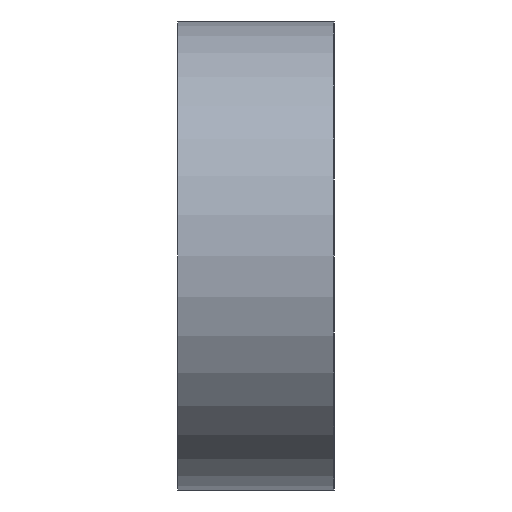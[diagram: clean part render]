
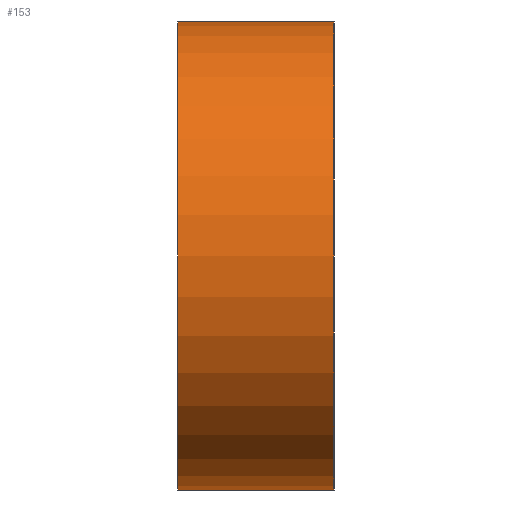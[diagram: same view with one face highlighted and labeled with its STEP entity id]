
A CAD part, left-side view. The second image highlights one B-rep face of the part: STEP entity #153.
In plain terms, the highlighted cylindrical face has radius 4.763 mm (diameter 9.525 mm), a partial arc.
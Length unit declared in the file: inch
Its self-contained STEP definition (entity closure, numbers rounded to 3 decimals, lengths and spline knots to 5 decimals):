
#3 = CARTESIAN_POINT ( 'NONE',  ( -0.77, 0.125, 0. ) ) ;
#53 = DIRECTION ( 'NONE',  ( 0., 0., -1. ) ) ;
#55 = CARTESIAN_POINT ( 'NONE',  ( -0.77, 0.125, 0.1875 ) ) ;
#61 = VECTOR ( 'NONE', #261, 39.37008 ) ;
#69 = LINE ( 'NONE', #283, #61 ) ;
#96 = ORIENTED_EDGE ( 'NONE', *, *, #295, .T. ) ;
#104 = EDGE_CURVE ( 'NONE', #269, #436, #282, .T. ) ;
#129 = CYLINDRICAL_SURFACE ( 'NONE', #475, 0.1875 ) ;
#131 = CIRCLE ( 'NONE', #557, 0.1875 ) ;
#153 = ADVANCED_FACE ( 'NONE', ( #175 ), #129, .T. ) ;
#175 = FACE_OUTER_BOUND ( 'NONE', #262, .T. ) ;
#186 = EDGE_CURVE ( 'NONE', #508, #377, #69, .T. ) ;
#224 = EDGE_CURVE ( 'NONE', #508, #269, #513, .T. ) ;
#226 = DIRECTION ( 'NONE',  ( 0., 0., 1. ) ) ;
#227 = DIRECTION ( 'NONE',  ( 0., -1., 0. ) ) ;
#252 = DIRECTION ( 'NONE',  ( 0., 1., 0. ) ) ;
#261 = DIRECTION ( 'NONE',  ( 0., -1., 0. ) ) ;
#262 = EDGE_LOOP ( 'NONE', ( #96, #401, #467, #431 ) ) ;
#269 = VERTEX_POINT ( 'NONE', #55 ) ;
#278 = CARTESIAN_POINT ( 'NONE',  ( -0.77, 0.125, -0.1875 ) ) ;
#282 = LINE ( 'NONE', #450, #320 ) ;
#283 = CARTESIAN_POINT ( 'NONE',  ( -0.77, 0.125, -0.1875 ) ) ;
#295 = EDGE_CURVE ( 'NONE', #377, #436, #131, .T. ) ;
#297 = CARTESIAN_POINT ( 'NONE',  ( -0.77, 0.125, 0. ) ) ;
#320 = VECTOR ( 'NONE', #515, 39.37008 ) ;
#363 = CARTESIAN_POINT ( 'NONE',  ( -0.77, 0., 0.1875 ) ) ;
#377 = VERTEX_POINT ( 'NONE', #610 ) ;
#401 = ORIENTED_EDGE ( 'NONE', *, *, #104, .F. ) ;
#414 = DIRECTION ( 'NONE',  ( 0., 1., 0. ) ) ;
#431 = ORIENTED_EDGE ( 'NONE', *, *, #186, .T. ) ;
#436 = VERTEX_POINT ( 'NONE', #363 ) ;
#450 = CARTESIAN_POINT ( 'NONE',  ( -0.77, 0.125, 0.1875 ) ) ;
#467 = ORIENTED_EDGE ( 'NONE', *, *, #224, .F. ) ;
#475 = AXIS2_PLACEMENT_3D ( 'NONE', #3, #227, #53 ) ;
#482 = DIRECTION ( 'NONE',  ( 0., 0., 1. ) ) ;
#489 = CARTESIAN_POINT ( 'NONE',  ( -0.77, 0., 0. ) ) ;
#508 = VERTEX_POINT ( 'NONE', #278 ) ;
#513 = CIRCLE ( 'NONE', #558, 0.1875 ) ;
#515 = DIRECTION ( 'NONE',  ( 0., -1., 0. ) ) ;
#557 = AXIS2_PLACEMENT_3D ( 'NONE', #489, #414, #482 ) ;
#558 = AXIS2_PLACEMENT_3D ( 'NONE', #297, #252, #226 ) ;
#610 = CARTESIAN_POINT ( 'NONE',  ( -0.77, 0., -0.1875 ) ) ;
